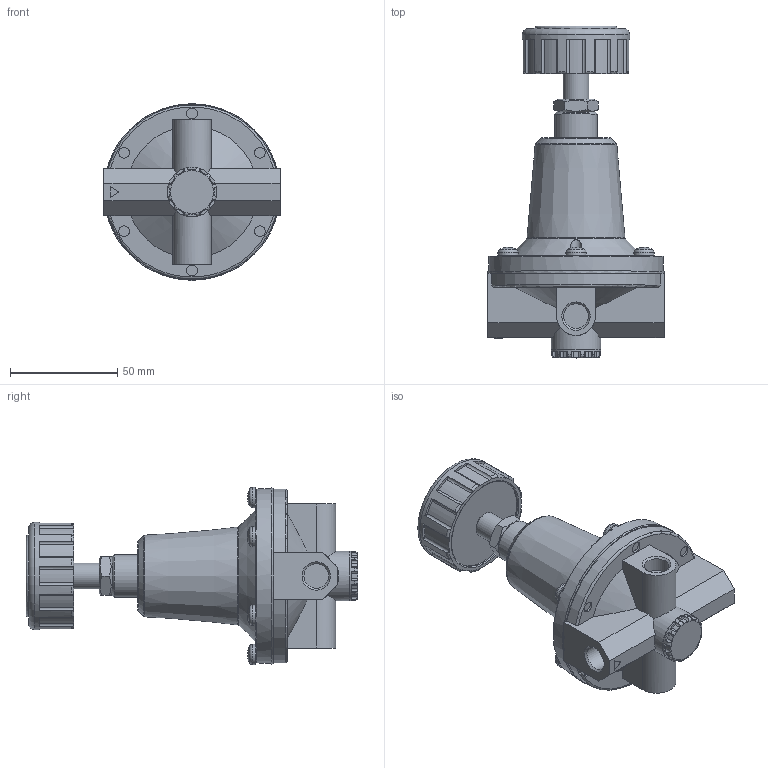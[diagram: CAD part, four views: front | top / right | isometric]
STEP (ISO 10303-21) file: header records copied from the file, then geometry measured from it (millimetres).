
FILE_DESCRIPTION( ( 'STEP AP203' ), ' ' );
FILE_NAME( '9.6231.00.516.2V.stp', '2017-04-12T14:39:48', ( '' ), ( '' ), ' ', 'PARTsolutions', ' ' );
FILE_SCHEMA( ( 'CONFIG_CONTROL_DESIGN' ) );
Length unit declared in the file: millimetre
Products named in the file (2): 9.6231.00.516.2V; _DRF.31 fb(00)-1
Assembly tree (1 placements, depth 2):
  9.6231.00.516.2V
    _DRF.31 fb(00)-1
Bounding box: 82 x 154.4 x 82.5 mm (x, y, z)
Volume: 262959.7 mm3; surface area: 37269.6 mm2
Topology: 1 solids, 1 shells, 381 faces, 1012 edges, 664 vertices
Faces by surface type: plane 216, cylinder 101, torus 34, cone 24, sphere 6
Full cylindrical faces by diameter (mm): 5 x6, 11.445 x3, 12 x1, 20 x1, 22.8 x1, 23 x2, 38 x1, 43.6 x1, 50 x1, 82 x1
Entity records: 12372 total; most frequent: CARTESIAN_POINT 3043, DIRECTION 1965, ORIENTED_EDGE 1874, EDGE_CURVE 937, AXIS2_PLACEMENT_3D 771, VERTEX_POINT 647, EDGE_LOOP 468, LINE 423
